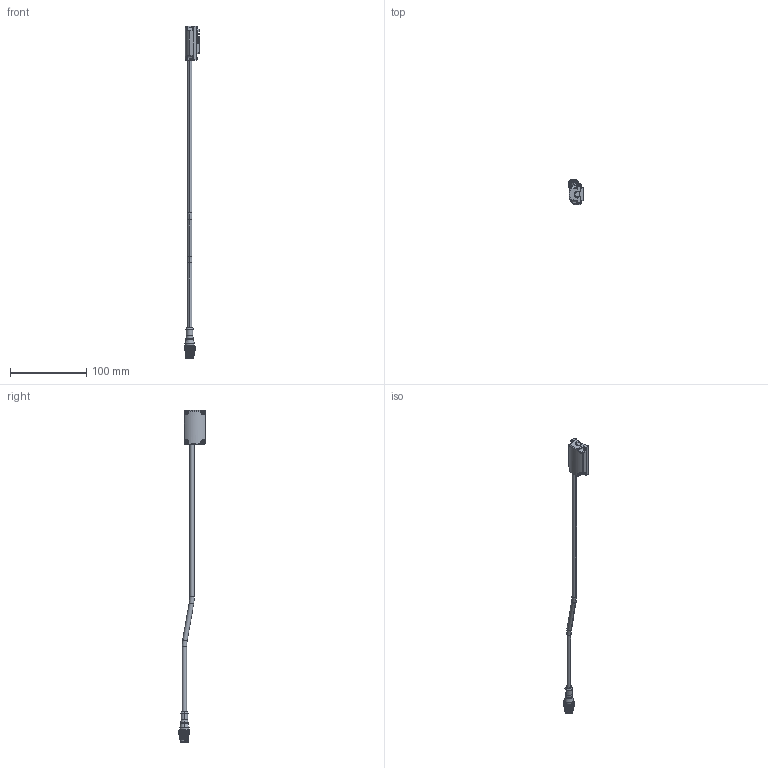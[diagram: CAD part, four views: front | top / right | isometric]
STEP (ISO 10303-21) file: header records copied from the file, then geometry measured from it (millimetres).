
FILE_DESCRIPTION((''),'2;1');
FILE_NAME('238301_SM01_ASM','2024-05-17T11:11:18',('banengservice'),('BANNER ENGINEERING'),'CREO PARAMETRIC BY PTC INC, 2022414','CREO PARAMETRIC BY PTC INC, 2022414','');
FILE_SCHEMA(('CONFIG_CONTROL_DESIGN'));
Products named in the file (4): 238301_EP1; 238301_EP2; 238301_EP3; 238301_SM01_ASM
Assembly tree (3 placements, depth 2):
  238301_SM01_ASM
    238301_EP1
    238301_EP2
    238301_EP3
Bounding box: 20.65 x 34.55 x 434.6 mm (x, y, z)
Volume: 29203.2 mm3; surface area: 15318.4 mm2
Topology: 3 solids, 13 shells, 3504 faces, 8473 edges, 5146 vertices
Faces by surface type: bspline 1316, plane 1141, cylinder 940, cone 70, sphere 22, torus 15
Entity records: 137298 total; most frequent: CARTESIAN_POINT 65836, ORIENTED_EDGE 16914, DIRECTION 10672, EDGE_CURVE 8457, VERTEX_POINT 5146, EDGE_LOOP 3801, AXIS2_PLACEMENT_3D 3568, B_SPLINE_CURVE_WITH_KNOTS 3548
